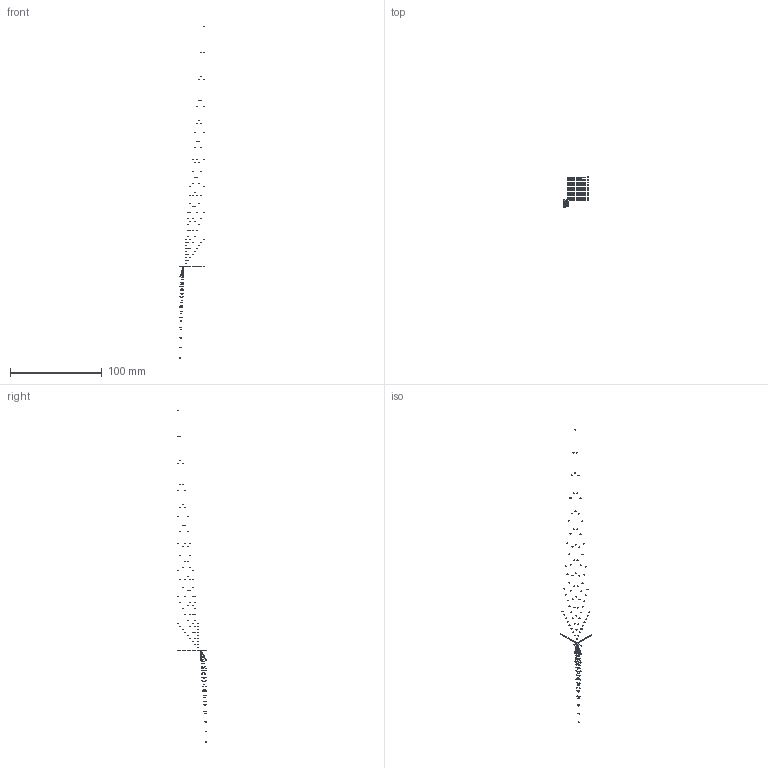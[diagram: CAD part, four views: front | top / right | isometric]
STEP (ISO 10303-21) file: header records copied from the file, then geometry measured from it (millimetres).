
FILE_DESCRIPTION(('Open CASCADE Model'),'2;1');
FILE_NAME('Open CASCADE Shape Model','2024-05-24T02:19:47',('Author'),( 'Open CASCADE'),'Open CASCADE STEP processor 7.7','Open CASCADE 7.7' ,'Unknown');
FILE_SCHEMA(('AUTOMOTIVE_DESIGN { 1 0 10303 214 1 1 1 1 }'));
Length unit declared in the file: millimetre
Products named in the file (171): Open CASCADE STEP translator 7.7 11; Open CASCADE STEP translator 7.7 11.1; Open CASCADE STEP translator 7.7 11.2; Open CASCADE STEP translator 7.7 11.3; Open CASCADE STEP translator 7.7 11.4; Open CASCADE STEP translator 7.7 11.5; Open CASCADE STEP translator 7.7 11.6; Open CASCADE STEP translator 7.7 11.7; Open CASCADE STEP translator 7.7 11.8; Open CASCADE STEP translator 7.7 11.9; Open CASCADE STEP translator 7.7 11.10; Open CASCADE STEP translator 7.7 11.11; Open CASCADE STEP translator 7.7 11.12; Open CASCADE STEP translator 7.7 11.13; Open CASCADE STEP translator 7.7 11.14; Open CASCADE STEP translator 7.7 11.15; Open CASCADE STEP translator 7.7 11.16; Open CASCADE STEP translator 7.7 11.17; Open CASCADE STEP translator 7.7 11.18; Open CASCADE STEP translator 7.7 11.19; Open CASCADE STEP translator 7.7 11.20; Open CASCADE STEP translator 7.7 11.21; Open CASCADE STEP translator 7.7 11.22; Open CASCADE STEP translator 7.7 11.23; Open CASCADE STEP translator 7.7 11.24; Open CASCADE STEP translator 7.7 11.25; Open CASCADE STEP translator 7.7 11.26; Open CASCADE STEP translator 7.7 11.27; Open CASCADE STEP translator 7.7 11.28; Open CASCADE STEP translator 7.7 11.29; Open CASCADE STEP translator 7.7 11.30; Open CASCADE STEP translator 7.7 11.31; Open CASCADE STEP translator 7.7 11.32; Open CASCADE STEP translator 7.7 11.33; Open CASCADE STEP translator 7.7 11.34; Open CASCADE STEP translator 7.7 11.35; Open CASCADE STEP translator 7.7 11.36; Open CASCADE STEP translator 7.7 11.37; Open CASCADE STEP translator 7.7 11.38; Open CASCADE STEP translator 7.7 11.39 ...
Assembly tree (170 placements, depth 2):
  Open CASCADE STEP translator 7.7 11
    Open CASCADE STEP translator 7.7 11.1
    Open CASCADE STEP translator 7.7 11.2
    Open CASCADE STEP translator 7.7 11.3
    Open CASCADE STEP translator 7.7 11.4
    Open CASCADE STEP translator 7.7 11.5
    Open CASCADE STEP translator 7.7 11.6
    Open CASCADE STEP translator 7.7 11.7
    Open CASCADE STEP translator 7.7 11.8
    Open CASCADE STEP translator 7.7 11.9
    Open CASCADE STEP translator 7.7 11.10
    Open CASCADE STEP translator 7.7 11.11
    Open CASCADE STEP translator 7.7 11.12
    Open CASCADE STEP translator 7.7 11.13
    Open CASCADE STEP translator 7.7 11.14
    Open CASCADE STEP translator 7.7 11.15
    Open CASCADE STEP translator 7.7 11.16
    Open CASCADE STEP translator 7.7 11.17
    Open CASCADE STEP translator 7.7 11.18
    Open CASCADE STEP translator 7.7 11.19
    Open CASCADE STEP translator 7.7 11.20
    Open CASCADE STEP translator 7.7 11.21
    Open CASCADE STEP translator 7.7 11.22
    Open CASCADE STEP translator 7.7 11.23
    Open CASCADE STEP translator 7.7 11.24
    Open CASCADE STEP translator 7.7 11.25
    Open CASCADE STEP translator 7.7 11.26
    Open CASCADE STEP translator 7.7 11.27
    Open CASCADE STEP translator 7.7 11.28
    Open CASCADE STEP translator 7.7 11.29
    Open CASCADE STEP translator 7.7 11.30
    Open CASCADE STEP translator 7.7 11.31
    Open CASCADE STEP translator 7.7 11.32
    Open CASCADE STEP translator 7.7 11.33
    Open CASCADE STEP translator 7.7 11.34
    Open CASCADE STEP translator 7.7 11.35
    Open CASCADE STEP translator 7.7 11.36
    Open CASCADE STEP translator 7.7 11.37
    Open CASCADE STEP translator 7.7 11.38
    Open CASCADE STEP translator 7.7 11.39
    Open CASCADE STEP translator 7.7 11.40
    Open CASCADE STEP translator 7.7 11.41
    Open CASCADE STEP translator 7.7 11.42
    Open CASCADE STEP translator 7.7 11.43
    Open CASCADE STEP translator 7.7 11.44
    Open CASCADE STEP translator 7.7 11.45
    Open CASCADE STEP translator 7.7 11.46
    Open CASCADE STEP translator 7.7 11.47
    Open CASCADE STEP translator 7.7 11.48
    Open CASCADE STEP translator 7.7 11.49
    Open CASCADE STEP translator 7.7 11.50
    Open CASCADE STEP translator 7.7 11.51
    Open CASCADE STEP translator 7.7 11.52
    Open CASCADE STEP translator 7.7 11.53
    Open CASCADE STEP translator 7.7 11.54
    Open CASCADE STEP translator 7.7 11.55
    Open CASCADE STEP translator 7.7 11.56
    Open CASCADE STEP translator 7.7 11.57
    Open CASCADE STEP translator 7.7 11.58
    Open CASCADE STEP translator 7.7 11.59
Bounding box: 26.46 x 32.18 x 362.34 mm (x, y, z)
Volume: 19 mm3; surface area: 452.7 mm2
Topology: 170 solids, 170 shells, 1066 faces, 2178 edges, 1452 vertices
Faces by surface type: plane 1066
Entity records: 58363 total; most frequent: CARTESIAN_POINT 9268, DIRECTION 8963, LINE 6489, VECTOR 6489, ORIENTED_EDGE 4356, PCURVE 4356, DEFINITIONAL_REPRESENTATION 4356, EDGE_CURVE 2178
